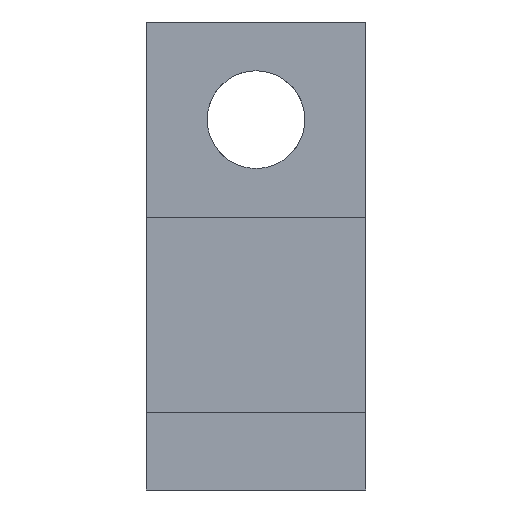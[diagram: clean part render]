
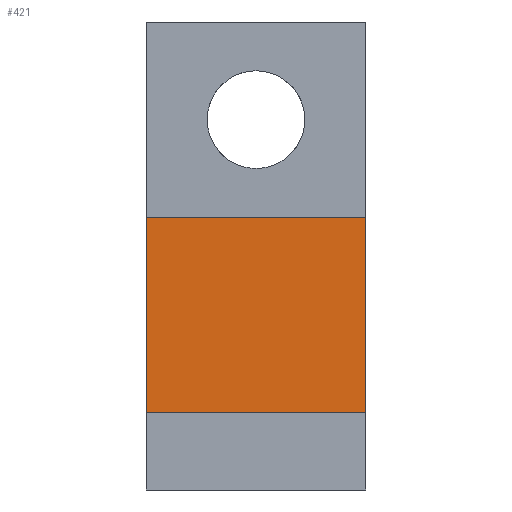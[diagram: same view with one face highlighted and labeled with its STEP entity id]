
A CAD part, left-side view. The second image highlights one B-rep face of the part: STEP entity #421.
In plain terms, the highlighted free-form (B-spline) face has degree [1, 1] with [2, 2] control points.
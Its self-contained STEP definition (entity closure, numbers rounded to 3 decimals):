
#295 = CARTESIAN_POINT ('', (-826.65, 1475.25, 11.175));
#296 = VERTEX_POINT ('', #295);
#297 = CARTESIAN_POINT ('', (-826.65, 1484.25, 11.175));
#298 = VERTEX_POINT ('', #297);
#299 = CARTESIAN_POINT ('', (-826.65, 1475.25, 11.175));
#300 = CARTESIAN_POINT ('', (-826.65, 1484.25, 11.175));
#301 = B_SPLINE_CURVE_WITH_KNOTS ('', 1, (#299, #300), .UNSPECIFIED., .F., .U., (2, 2), (0., 1.), .UNSPECIFIED.);
#302 = EDGE_CURVE ('', #296, #298, #301, .T.);
#334 = CARTESIAN_POINT ('', (-826.65, 1475.25, 3.175));
#335 = VERTEX_POINT ('', #334);
#349 = CARTESIAN_POINT ('', (-826.65, 1475.25, 11.175));
#350 = CARTESIAN_POINT ('', (-826.65, 1475.25, 3.175));
#351 = B_SPLINE_CURVE_WITH_KNOTS ('', 1, (#349, #350), .UNSPECIFIED., .F., .U., (2, 2), (0., 1.), .UNSPECIFIED.);
#352 = EDGE_CURVE ('', #296, #335, #351, .T.);
#384 = CARTESIAN_POINT ('', (-826.65, 1484.25, 3.175));
#385 = VERTEX_POINT ('', #384);
#391 = CARTESIAN_POINT ('', (-826.65, 1484.25, 3.175));
#392 = CARTESIAN_POINT ('', (-826.65, 1484.25, 11.175));
#393 = B_SPLINE_CURVE_WITH_KNOTS ('', 1, (#391, #392), .UNSPECIFIED., .F., .U., (2, 2), (0., 1.), .UNSPECIFIED.);
#394 = EDGE_CURVE ('', #385, #298, #393, .T.);
#406 = CARTESIAN_POINT ('', (-826.65, 1475.25, 3.175));
#407 = CARTESIAN_POINT ('', (-826.65, 1484.25, 3.175));
#408 = B_SPLINE_CURVE_WITH_KNOTS ('', 1, (#406, #407), .UNSPECIFIED., .F., .U., (2, 2), (0., 1.), .UNSPECIFIED.);
#409 = EDGE_CURVE ('', #335, #385, #408, .T.);
#410 = ORIENTED_EDGE ('', *, *, #409, .F.);
#411 = ORIENTED_EDGE ('', *, *, #352, .F.);
#412 = ORIENTED_EDGE ('', *, *, #302, .T.);
#413 = ORIENTED_EDGE ('', *, *, #394, .F.);
#414 = EDGE_LOOP ('', (#410, #411, #412, #413));
#415 = FACE_OUTER_BOUND ('', #414, .T.);
#416 = CARTESIAN_POINT ('', (-826.65, 1475.25, 3.175));
#417 = CARTESIAN_POINT ('', (-826.65, 1484.25, 3.175));
#418 = CARTESIAN_POINT ('', (-826.65, 1475.25, 11.175));
#419 = CARTESIAN_POINT ('', (-826.65, 1484.25, 11.175));
#420 = B_SPLINE_SURFACE_WITH_KNOTS ('', 1, 1, ((#416, #417), (#418, #419)), .UNSPECIFIED., .F., .F., .U., (2, 2), (2, 2), (0., 1.), (0., 1.), .UNSPECIFIED.);
#421 = ADVANCED_FACE ('', (#415), #420, .T.);
